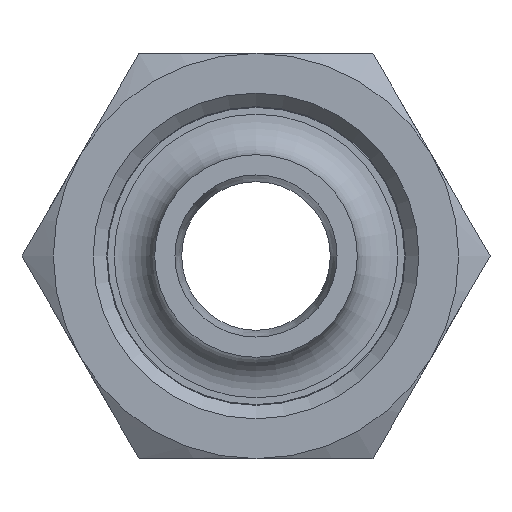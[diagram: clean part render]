
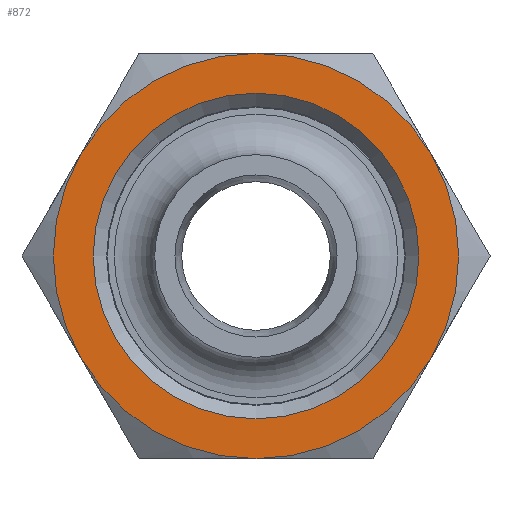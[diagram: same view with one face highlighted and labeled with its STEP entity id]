
A CAD part, left-side view. The second image highlights one B-rep face of the part: STEP entity #872.
In plain terms, the highlighted planar face has unit normal (-1, 0, 0).
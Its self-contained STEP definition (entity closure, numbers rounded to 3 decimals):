
#102=PLANE($,#950);
#137=FACE_BOUND($,#240,.T.);
#174=FACE_OUTER_BOUND($,#239,.T.);
#239=EDGE_LOOP($,(#585,#586,#587,#588,#589,#590));
#240=EDGE_LOOP($,(#591));
#336=CIRCLE($,#947,12.05);
#338=CIRCLE($,#951,15.);
#339=CIRCLE($,#952,15.);
#340=CIRCLE($,#953,15.);
#341=CIRCLE($,#954,15.);
#342=CIRCLE($,#955,15.);
#343=CIRCLE($,#956,15.);
#390=VERTEX_POINT($,#1347);
#392=VERTEX_POINT($,#1353);
#393=VERTEX_POINT($,#1354);
#394=VERTEX_POINT($,#1356);
#395=VERTEX_POINT($,#1358);
#396=VERTEX_POINT($,#1360);
#397=VERTEX_POINT($,#1362);
#468=EDGE_CURVE($,#390,#390,#336,.T.);
#470=EDGE_CURVE($,#392,#393,#338,.T.);
#471=EDGE_CURVE($,#394,#392,#339,.T.);
#472=EDGE_CURVE($,#395,#394,#340,.T.);
#473=EDGE_CURVE($,#396,#395,#341,.T.);
#474=EDGE_CURVE($,#397,#396,#342,.T.);
#475=EDGE_CURVE($,#393,#397,#343,.T.);
#585=ORIENTED_EDGE($,*,*,#470,.F.);
#586=ORIENTED_EDGE($,*,*,#471,.F.);
#587=ORIENTED_EDGE($,*,*,#472,.F.);
#588=ORIENTED_EDGE($,*,*,#473,.F.);
#589=ORIENTED_EDGE($,*,*,#474,.F.);
#590=ORIENTED_EDGE($,*,*,#475,.F.);
#591=ORIENTED_EDGE($,*,*,#468,.F.);
#872=ADVANCED_FACE($,(#174,#137),#102,.T.);
#947=AXIS2_PLACEMENT_3D($,#1348,#1079,#1080);
#950=AXIS2_PLACEMENT_3D($,#1352,#1085,#1086);
#951=AXIS2_PLACEMENT_3D($,#1355,#1087,#1088);
#952=AXIS2_PLACEMENT_3D($,#1357,#1089,#1090);
#953=AXIS2_PLACEMENT_3D($,#1359,#1091,#1092);
#954=AXIS2_PLACEMENT_3D($,#1361,#1093,#1094);
#955=AXIS2_PLACEMENT_3D($,#1363,#1095,#1096);
#956=AXIS2_PLACEMENT_3D($,#1364,#1097,#1098);
#1079=DIRECTION('center_axis',(-1.,0.,0.));
#1080=DIRECTION('ref_axis',(0.,0.,1.));
#1085=DIRECTION('center_axis',(-1.,0.,0.));
#1086=DIRECTION('ref_axis',(0.,0.,1.));
#1087=DIRECTION('center_axis',(1.,0.,0.));
#1088=DIRECTION('ref_axis',(0.,1.,0.));
#1089=DIRECTION('center_axis',(1.,0.,0.));
#1090=DIRECTION('ref_axis',(0.,1.,0.));
#1091=DIRECTION('center_axis',(1.,0.,0.));
#1092=DIRECTION('ref_axis',(0.,1.,0.));
#1093=DIRECTION('center_axis',(1.,0.,0.));
#1094=DIRECTION('ref_axis',(0.,1.,0.));
#1095=DIRECTION('center_axis',(1.,0.,0.));
#1096=DIRECTION('ref_axis',(0.,1.,0.));
#1097=DIRECTION('center_axis',(1.,0.,0.));
#1098=DIRECTION('ref_axis',(0.,1.,0.));
#1347=CARTESIAN_POINT('',(0.,0.,-12.05));
#1348=CARTESIAN_POINT('Origin',(0.,0.,
0.));
#1352=CARTESIAN_POINT('Origin',(0.,7.5,0.));
#1353=CARTESIAN_POINT('',(0.,12.99,7.5));
#1354=CARTESIAN_POINT('',(0.,0.,
15.));
#1355=CARTESIAN_POINT('Origin',(0.,0.,
0.));
#1356=CARTESIAN_POINT('',(0.,12.99,-7.5));
#1357=CARTESIAN_POINT('Origin',(0.,0.,
0.));
#1358=CARTESIAN_POINT('',(0.,0.,
-15.));
#1359=CARTESIAN_POINT('Origin',(0.,0.,
0.));
#1360=CARTESIAN_POINT('',(0.,-12.99,-7.5));
#1361=CARTESIAN_POINT('Origin',(0.,0.,
0.));
#1362=CARTESIAN_POINT('',(0.,-12.99,7.5));
#1363=CARTESIAN_POINT('Origin',(0.,0.,
0.));
#1364=CARTESIAN_POINT('Origin',(0.,0.,
0.));
